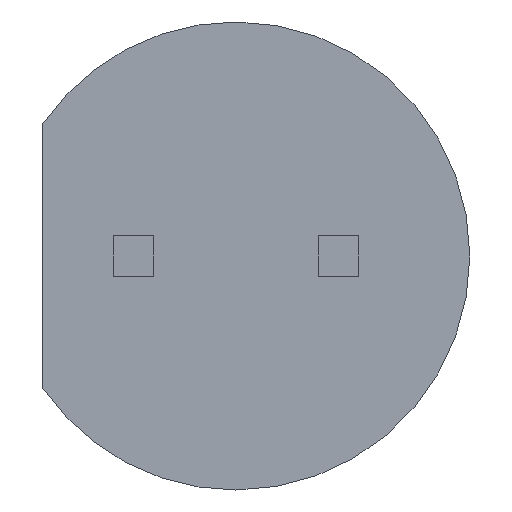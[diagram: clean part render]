
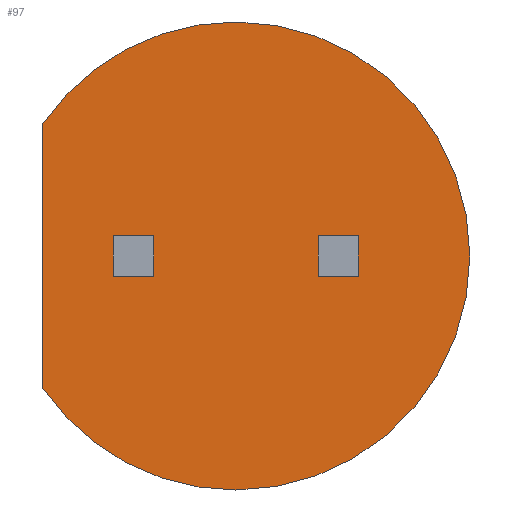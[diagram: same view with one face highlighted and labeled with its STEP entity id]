
A CAD part, front view. The second image highlights one B-rep face of the part: STEP entity #97.
In plain terms, the highlighted planar face has unit normal (0, -1, 0).
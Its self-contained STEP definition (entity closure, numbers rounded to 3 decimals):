
#11 = AXIS2_PLACEMENT_3D ( 'NONE', #127, #735, #123 ) ;
#23 = DIRECTION ( 'NONE',  ( 0., 0., 1. ) ) ;
#46 = EDGE_CURVE ( 'NONE', #415, #607, #154, .T. ) ;
#51 = PLANE ( 'NONE',  #682 ) ;
#97 = ADVANCED_FACE ( 'NONE', ( #806 ), #51, .F. ) ;
#104 = EDGE_CURVE ( 'NONE', #607, #796, #610, .T. ) ;
#111 = DIRECTION ( 'NONE',  ( 0., 1., 0. ) ) ;
#123 = DIRECTION ( 'NONE',  ( 0., 0., 1. ) ) ;
#127 = CARTESIAN_POINT ( 'NONE',  ( 0., 0., 0. ) ) ;
#138 = EDGE_CURVE ( 'NONE', #796, #600, #802, .T. ) ;
#150 = CARTESIAN_POINT ( 'NONE',  ( 0., 0., 0. ) ) ;
#154 = CIRCLE ( 'NONE', #829, 2.9 ) ;
#165 = DIRECTION ( 'NONE',  ( 0., 1., 0. ) ) ;
#192 = DIRECTION ( 'NONE',  ( 0., 0., 1. ) ) ;
#222 = ORIENTED_EDGE ( 'NONE', *, *, #138, .F. ) ;
#233 = CARTESIAN_POINT ( 'NONE',  ( 0., 0., 0. ) ) ;
#257 = EDGE_CURVE ( 'NONE', #600, #415, #326, .T. ) ;
#326 = CIRCLE ( 'NONE', #723, 2.9 ) ;
#352 = ORIENTED_EDGE ( 'NONE', *, *, #46, .F. ) ;
#415 = VERTEX_POINT ( 'NONE', #466 ) ;
#447 = DIRECTION ( 'NONE',  ( 0., 0., 1. ) ) ;
#466 = CARTESIAN_POINT ( 'NONE',  ( 0., 0., -2.9 ) ) ;
#479 = VECTOR ( 'NONE', #664, 1000. ) ;
#507 = EDGE_LOOP ( 'NONE', ( #222, #675, #352, #603 ) ) ;
#515 = DIRECTION ( 'NONE',  ( 0., 1., 0. ) ) ;
#527 = CARTESIAN_POINT ( 'NONE',  ( -2.4, 0., -1.628 ) ) ;
#600 = VERTEX_POINT ( 'NONE', #711 ) ;
#603 = ORIENTED_EDGE ( 'NONE', *, *, #257, .F. ) ;
#607 = VERTEX_POINT ( 'NONE', #652 ) ;
#610 = LINE ( 'NONE', #527, #479 ) ;
#652 = CARTESIAN_POINT ( 'NONE',  ( -2.4, 0., -1.628 ) ) ;
#664 = DIRECTION ( 'NONE',  ( 0., 0., 1. ) ) ;
#674 = CARTESIAN_POINT ( 'NONE',  ( 0., 0., 0. ) ) ;
#675 = ORIENTED_EDGE ( 'NONE', *, *, #104, .F. ) ;
#682 = AXIS2_PLACEMENT_3D ( 'NONE', #674, #111, #192 ) ;
#711 = CARTESIAN_POINT ( 'NONE',  ( 0., 0., 2.9 ) ) ;
#715 = CARTESIAN_POINT ( 'NONE',  ( -2.4, 0., 1.628 ) ) ;
#723 = AXIS2_PLACEMENT_3D ( 'NONE', #150, #515, #23 ) ;
#735 = DIRECTION ( 'NONE',  ( 0., 1., 0. ) ) ;
#796 = VERTEX_POINT ( 'NONE', #715 ) ;
#802 = CIRCLE ( 'NONE', #11, 2.9 ) ;
#806 = FACE_OUTER_BOUND ( 'NONE', #507, .T. ) ;
#829 = AXIS2_PLACEMENT_3D ( 'NONE', #233, #165, #447 ) ;
